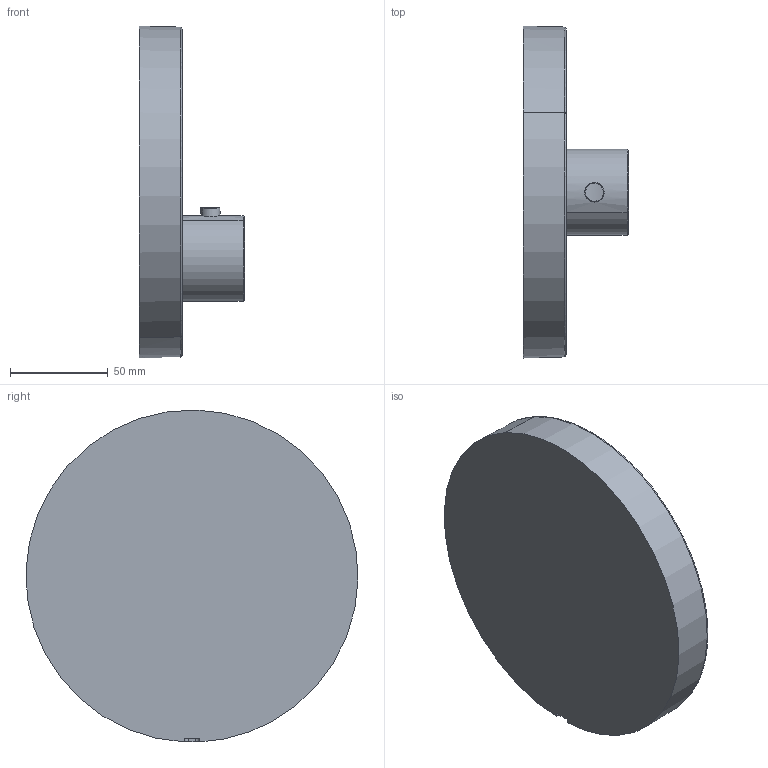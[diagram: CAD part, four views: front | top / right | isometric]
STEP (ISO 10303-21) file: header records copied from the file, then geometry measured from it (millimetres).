
FILE_DESCRIPTION(('CAx-IF Rec.Pracs.---Model Styling and Organization---1.2---2011-12-15','CAx-IF Rec.Pracs.---Geometric and Assembly Validation Properties---4.1---2014-06-16','CAx-IF Rec.Pracs.---PMI Polyline Presentation---2.0---2013-05-24'),'2;1');
FILE_NAME('1000113359_PPR_000.stp','2017-07-18T11:05:52+02:00',(''),(''),'STEP Interface 4.0 Sp3 by CT CoreTechnologie','3D_Evolution4.0 Sp3 by CT CoreTechnologie','');
FILE_SCHEMA(('AP203_CONFIGURATION_CONTROLLED_3D_DESIGN_OF_MECHANICAL_PARTS_AND_ASSEMBLIES_MIM_LF'));
Length unit declared in the file: millimetre
Products named in the file (7): P_2 AX ShowerSelect Therm.UP 1 Verbr.run 1000113359_PPR_000_A0; P_2 Taste iBox Select_AXOR 1000091416_PPA_000_A0; P_2 Thermostatgriff_D44_komplett iBox 1000113336_PPR_000_A0; P_2 Griff_D44_AXOR Select 1000112774_PPA_000_A0; P_2 Taste UPT                     AX JMM 1000083617_PPA_000_A0; P_2 Anschlaghuelse_D44 1000083786_PPA_000_A0; P_2 Rosette_T30_1AV_rund_select 1000113358_PPA_000_A0
Assembly tree (6 placements, depth 3):
  P_2 AX ShowerSelect Therm.UP 1 Verbr.run 1000113359_PPR_000_A0
    P_2 Taste iBox Select_AXOR 1000091416_PPA_000_A0
    P_2 Thermostatgriff_D44_komplett iBox 1000113336_PPR_000_A0
      P_2 Griff_D44_AXOR Select 1000112774_PPA_000_A0
      P_2 Taste UPT                     AX JMM 1000083617_PPA_000_A0
    P_2 Anschlaghuelse_D44 1000083786_PPA_000_A0
    P_2 Rosette_T30_1AV_rund_select 1000113358_PPA_000_A0
Bounding box: 54.18 x 169.93 x 169.88 mm (x, y, z)
Volume: 551507.5 mm3; surface area: 70470.3 mm2
Topology: 5 solids, 5 shells, 64 faces, 134 edges, 78 vertices
Faces by surface type: bspline 33, plane 16, cylinder 15
Entity records: 3534 total; most frequent: CARTESIAN_POINT 1072, DIRECTION 273, ORIENTED_EDGE 254, EDGE_CURVE 127, AXIS2_PLACEMENT_3D 118, CIRCLE 80, VERTEX_POINT 78, REPRESENTATION 74
